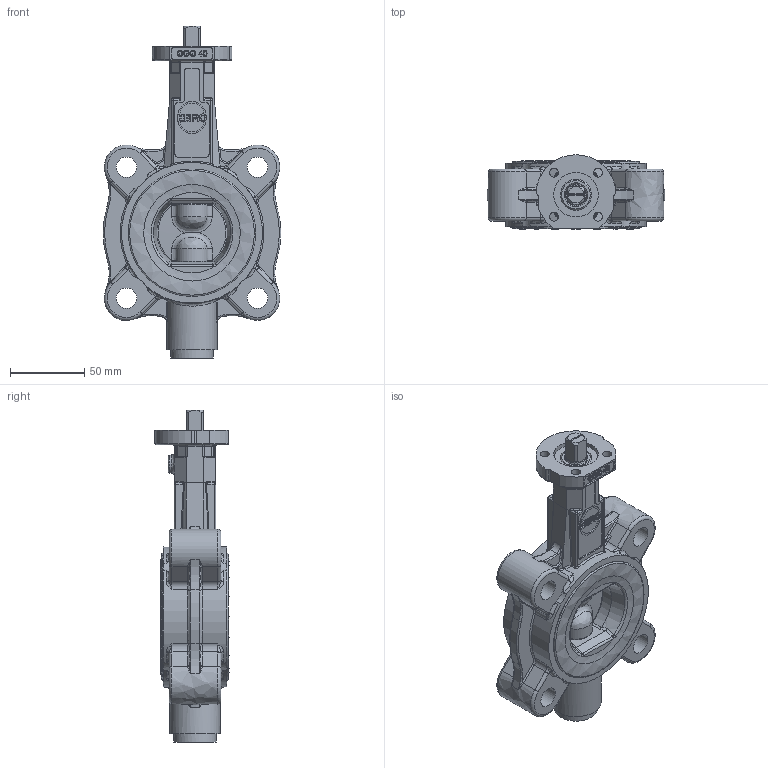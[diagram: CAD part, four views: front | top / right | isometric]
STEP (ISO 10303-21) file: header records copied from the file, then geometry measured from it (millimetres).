
FILE_DESCRIPTION((''),'2;1');
FILE_NAME('Z014-A-GG DN50.stp','2007-09-26T14:21:50',('hellwig'),(''),'Autodesk Inventor 11','Autodesk Inventor 11','');
FILE_SCHEMA(('AUTOMOTIVE_DESIGN { 1 0 10303 214 1 1 1 1 }'));
Length unit declared in the file: millimetre
Products named in the file (1): Bauteil169
Bounding box: 120 x 49.99 x 224 mm (x, y, z)
Volume: 455228.7 mm3; surface area: 108115.1 mm2
Topology: 1 solids, 12 shells, 1097 faces, 2795 edges, 1710 vertices
Faces by surface type: bspline 482, plane 261, cylinder 216, torus 84, cone 50, sphere 4
Full cylindrical faces by diameter (mm): 4 x1, 6 x1, 11 x1, 12.2 x3, 14 x8, 14.2 x1, 20.95 x3, 24 x1, 29 x1, 34 x1, 63.3 x2, 80 x1, 85.8 x1, 86 x1
Entity records: 57444 total; most frequent: CARTESIAN_POINT 34687, ORIENTED_EDGE 5128, DIRECTION 3877, EDGE_CURVE 2564, VERTEX_POINT 1644, AXIS2_PLACEMENT_3D 1504, EDGE_LOOP 1284, FACE_OUTER_BOUND 1097
